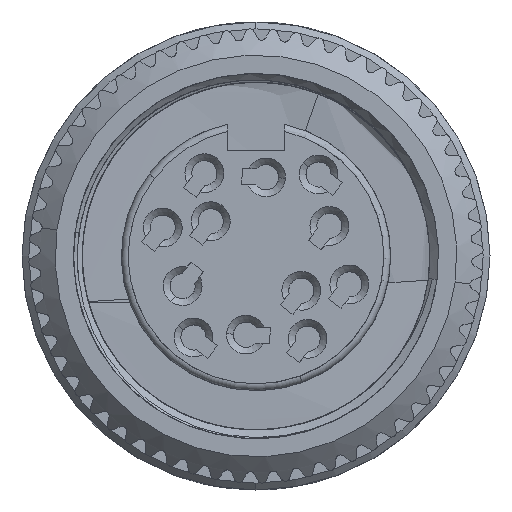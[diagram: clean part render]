
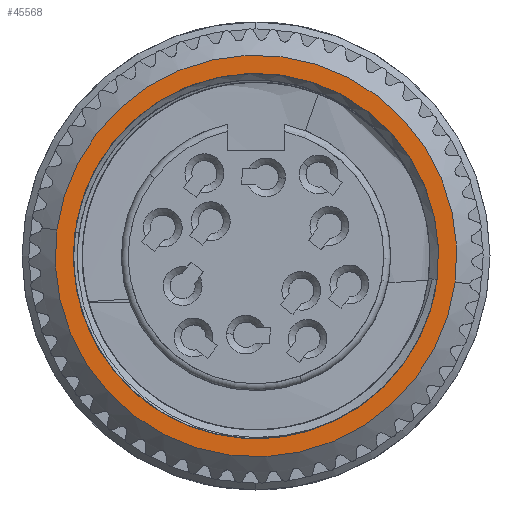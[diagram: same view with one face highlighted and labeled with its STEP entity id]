
A CAD part, left-side view. The second image highlights one B-rep face of the part: STEP entity #45568.
In plain terms, the highlighted planar face has unit normal (-1, 0, 0).
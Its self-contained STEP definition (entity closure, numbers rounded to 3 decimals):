
#45532=CARTESIAN_POINT('',(-0.4,8.343,10.853));
#45533=DIRECTION('',(-1.,-0.,-0.));
#45534=DIRECTION('',(0.,0.13,-0.992));
#45535=AXIS2_PLACEMENT_3D('',#45532,#45533,#45534);
#45536=PLANE('',#45535);
#45537=CARTESIAN_POINT('',(-0.4,-7.932,-1.037));
#45538=VERTEX_POINT('',#45537);
#45539=CARTESIAN_POINT('',(-0.4,-4.699,-6.475));
#45540=VERTEX_POINT('',#45539);
#45541=CARTESIAN_POINT('',(-0.4,0.,-0.));
#45542=DIRECTION('',(-1.,0.,-0.));
#45543=DIRECTION('',(-0.,-0.992,-0.13));
#45544=AXIS2_PLACEMENT_3D('',#45541,#45542,#45543);
#45545=CIRCLE('',#45544,8.);
#45546=EDGE_CURVE('',#45538,#45540,#45545,.T.);
#45547=ORIENTED_EDGE('',*,*,#45546,.F.);
#45548=CARTESIAN_POINT('',(-0.4,0.,-0.));
#45549=DIRECTION('',(-1.,-0.,-0.));
#45550=DIRECTION('',(0.,-0.992,-0.13));
#45551=AXIS2_PLACEMENT_3D('',#45548,#45549,#45550);
#45552=CIRCLE('',#45551,8.);
#45553=EDGE_CURVE('',#45540,#45538,#45552,.T.);
#45554=ORIENTED_EDGE('',*,*,#45553,.F.);
#45555=EDGE_LOOP('',(#45547,#45554));
#45556=FACE_BOUND('',#45555,.T.);
#45557=CARTESIAN_POINT('',(-0.4,-8.726,-1.141));
#45558=VERTEX_POINT('',#45557);
#45559=CARTESIAN_POINT('',(-0.4,0.,-0.));
#45560=DIRECTION('',(1.,0.,0.));
#45561=DIRECTION('',(0.,-0.992,-0.13));
#45562=AXIS2_PLACEMENT_3D('',#45559,#45560,#45561);
#45563=CIRCLE('',#45562,8.8);
#45564=EDGE_CURVE('',#45558,#45558,#45563,.T.);
#45565=ORIENTED_EDGE('',*,*,#45564,.F.);
#45566=EDGE_LOOP('',(#45565));
#45567=FACE_BOUND('',#45566,.T.);
#45568=ADVANCED_FACE('',(#45556,#45567),#45536,.T.);
